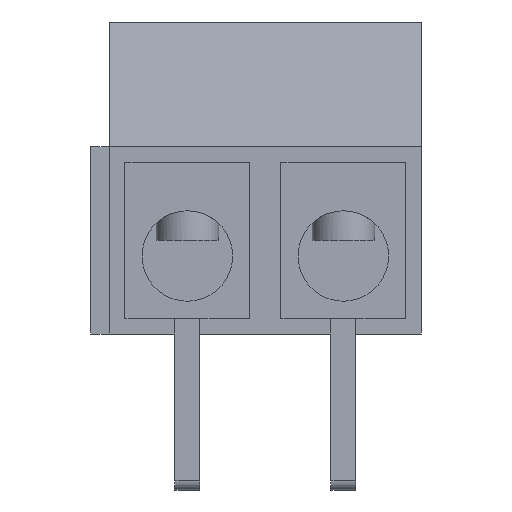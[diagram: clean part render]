
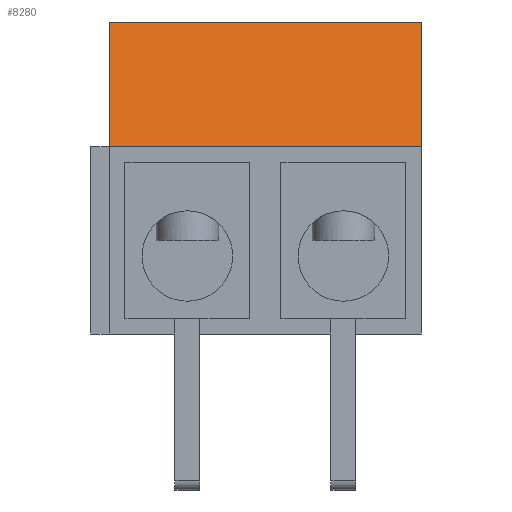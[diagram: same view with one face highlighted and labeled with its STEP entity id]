
A CAD part, front view. The second image highlights one B-rep face of the part: STEP entity #8280.
In plain terms, the highlighted planar face has unit normal (0, -0.97, 0.242).
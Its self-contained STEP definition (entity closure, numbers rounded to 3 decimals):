
#6672 = VERTEX_POINT('',#6673);
#6673 = CARTESIAN_POINT('',(0.,1.,10.));
#6682 = PLANE('',#6683);
#6683 = AXIS2_PLACEMENT_3D('',#6684,#6685,#6686);
#6684 = CARTESIAN_POINT('',(0.,0.,0.));
#6685 = DIRECTION('',(1.,0.,0.));
#6686 = DIRECTION('',(0.,0.,1.));
#6694 = PLANE('',#6695);
#6695 = AXIS2_PLACEMENT_3D('',#6696,#6697,#6698);
#6696 = CARTESIAN_POINT('',(0.,0.,10.));
#6697 = DIRECTION('',(0.,0.,1.));
#6698 = DIRECTION('',(1.,0.,0.));
#6706 = EDGE_CURVE('',#6672,#6707,#6709,.T.);
#6707 = VERTEX_POINT('',#6708);
#6708 = CARTESIAN_POINT('',(0.,0.,6.));
#6709 = SURFACE_CURVE('',#6710,(#6714,#6721),.PCURVE_S1.);
#6710 = LINE('',#6711,#6712);
#6711 = CARTESIAN_POINT('',(0.,-0.456,4.176));
#6712 = VECTOR('',#6713,1.);
#6713 = DIRECTION('',(0.,-0.243,-0.97));
#6714 = PCURVE('',#6682,#6715);
#6715 = DEFINITIONAL_REPRESENTATION('',(#6716),#6720);
#6716 = LINE('',#6717,#6718);
#6717 = CARTESIAN_POINT('',(4.176,0.456));
#6718 = VECTOR('',#6719,1.);
#6719 = DIRECTION('',(-0.97,0.243));
#6720 = ( GEOMETRIC_REPRESENTATION_CONTEXT(2) 
PARAMETRIC_REPRESENTATION_CONTEXT() REPRESENTATION_CONTEXT('2D SPACE',''
  ) );
#6721 = PCURVE('',#6722,#6727);
#6722 = PLANE('',#6723);
#6723 = AXIS2_PLACEMENT_3D('',#6724,#6725,#6726);
#6724 = CARTESIAN_POINT('',(0.,0.5,8.));
#6725 = DIRECTION('',(0.,0.97,-0.243));
#6726 = DIRECTION('',(1.,0.,0.));
#6727 = DEFINITIONAL_REPRESENTATION('',(#6728),#6732);
#6728 = LINE('',#6729,#6730);
#6729 = CARTESIAN_POINT('',(0.,3.941));
#6730 = VECTOR('',#6731,1.);
#6731 = DIRECTION('',(0.,1.));
#6732 = ( GEOMETRIC_REPRESENTATION_CONTEXT(2) 
PARAMETRIC_REPRESENTATION_CONTEXT() REPRESENTATION_CONTEXT('2D SPACE',''
  ) );
#6750 = PLANE('',#6751);
#6751 = AXIS2_PLACEMENT_3D('',#6752,#6753,#6754);
#6752 = CARTESIAN_POINT('',(0.,0.,0.));
#6753 = DIRECTION('',(0.,1.,0.));
#6754 = DIRECTION('',(0.,0.,1.));
#6955 = EDGE_CURVE('',#6672,#6956,#6958,.T.);
#6956 = VERTEX_POINT('',#6957);
#6957 = CARTESIAN_POINT('',(10.,1.,10.));
#6958 = SURFACE_CURVE('',#6959,(#6963,#6970),.PCURVE_S1.);
#6959 = LINE('',#6960,#6961);
#6960 = CARTESIAN_POINT('',(0.,1.,10.));
#6961 = VECTOR('',#6962,1.);
#6962 = DIRECTION('',(1.,0.,0.));
#6963 = PCURVE('',#6694,#6964);
#6964 = DEFINITIONAL_REPRESENTATION('',(#6965),#6969);
#6965 = LINE('',#6966,#6967);
#6966 = CARTESIAN_POINT('',(0.,1.));
#6967 = VECTOR('',#6968,1.);
#6968 = DIRECTION('',(1.,0.));
#6969 = ( GEOMETRIC_REPRESENTATION_CONTEXT(2) 
PARAMETRIC_REPRESENTATION_CONTEXT() REPRESENTATION_CONTEXT('2D SPACE',''
  ) );
#6970 = PCURVE('',#6722,#6971);
#6971 = DEFINITIONAL_REPRESENTATION('',(#6972),#6976);
#6972 = LINE('',#6973,#6974);
#6973 = CARTESIAN_POINT('',(0.,-2.062));
#6974 = VECTOR('',#6975,1.);
#6975 = DIRECTION('',(1.,0.));
#6976 = ( GEOMETRIC_REPRESENTATION_CONTEXT(2) 
PARAMETRIC_REPRESENTATION_CONTEXT() REPRESENTATION_CONTEXT('2D SPACE',''
  ) );
#6994 = PLANE('',#6995);
#6995 = AXIS2_PLACEMENT_3D('',#6996,#6997,#6998);
#6996 = CARTESIAN_POINT('',(10.,0.,0.));
#6997 = DIRECTION('',(1.,0.,0.));
#6998 = DIRECTION('',(0.,0.,1.));
#7875 = EDGE_CURVE('',#6707,#7876,#7878,.T.);
#7876 = VERTEX_POINT('',#7877);
#7877 = CARTESIAN_POINT('',(10.,0.,6.));
#7878 = SURFACE_CURVE('',#7879,(#7883,#7890),.PCURVE_S1.);
#7879 = LINE('',#7880,#7881);
#7880 = CARTESIAN_POINT('',(0.,0.,6.));
#7881 = VECTOR('',#7882,1.);
#7882 = DIRECTION('',(1.,0.,0.));
#7883 = PCURVE('',#6750,#7884);
#7884 = DEFINITIONAL_REPRESENTATION('',(#7885),#7889);
#7885 = LINE('',#7886,#7887);
#7886 = CARTESIAN_POINT('',(6.,0.));
#7887 = VECTOR('',#7888,1.);
#7888 = DIRECTION('',(0.,1.));
#7889 = ( GEOMETRIC_REPRESENTATION_CONTEXT(2) 
PARAMETRIC_REPRESENTATION_CONTEXT() REPRESENTATION_CONTEXT('2D SPACE',''
  ) );
#7890 = PCURVE('',#6722,#7891);
#7891 = DEFINITIONAL_REPRESENTATION('',(#7892),#7896);
#7892 = LINE('',#7893,#7894);
#7893 = CARTESIAN_POINT('',(0.,2.062));
#7894 = VECTOR('',#7895,1.);
#7895 = DIRECTION('',(1.,0.));
#7896 = ( GEOMETRIC_REPRESENTATION_CONTEXT(2) 
PARAMETRIC_REPRESENTATION_CONTEXT() REPRESENTATION_CONTEXT('2D SPACE',''
  ) );
#8280 = ADVANCED_FACE('',(#8281),#6722,.F.);
#8281 = FACE_BOUND('',#8282,.F.);
#8282 = EDGE_LOOP('',(#8283,#8284,#8285,#8306));
#8283 = ORIENTED_EDGE('',*,*,#6706,.F.);
#8284 = ORIENTED_EDGE('',*,*,#6955,.T.);
#8285 = ORIENTED_EDGE('',*,*,#8286,.T.);
#8286 = EDGE_CURVE('',#6956,#7876,#8287,.T.);
#8287 = SURFACE_CURVE('',#8288,(#8292,#8299),.PCURVE_S1.);
#8288 = LINE('',#8289,#8290);
#8289 = CARTESIAN_POINT('',(10.,-0.456,4.176));
#8290 = VECTOR('',#8291,1.);
#8291 = DIRECTION('',(0.,-0.243,-0.97));
#8292 = PCURVE('',#6722,#8293);
#8293 = DEFINITIONAL_REPRESENTATION('',(#8294),#8298);
#8294 = LINE('',#8295,#8296);
#8295 = CARTESIAN_POINT('',(10.,3.941));
#8296 = VECTOR('',#8297,1.);
#8297 = DIRECTION('',(0.,1.));
#8298 = ( GEOMETRIC_REPRESENTATION_CONTEXT(2) 
PARAMETRIC_REPRESENTATION_CONTEXT() REPRESENTATION_CONTEXT('2D SPACE',''
  ) );
#8299 = PCURVE('',#6994,#8300);
#8300 = DEFINITIONAL_REPRESENTATION('',(#8301),#8305);
#8301 = LINE('',#8302,#8303);
#8302 = CARTESIAN_POINT('',(4.176,0.456));
#8303 = VECTOR('',#8304,1.);
#8304 = DIRECTION('',(-0.97,0.243));
#8305 = ( GEOMETRIC_REPRESENTATION_CONTEXT(2) 
PARAMETRIC_REPRESENTATION_CONTEXT() REPRESENTATION_CONTEXT('2D SPACE',''
  ) );
#8306 = ORIENTED_EDGE('',*,*,#7875,.F.);
